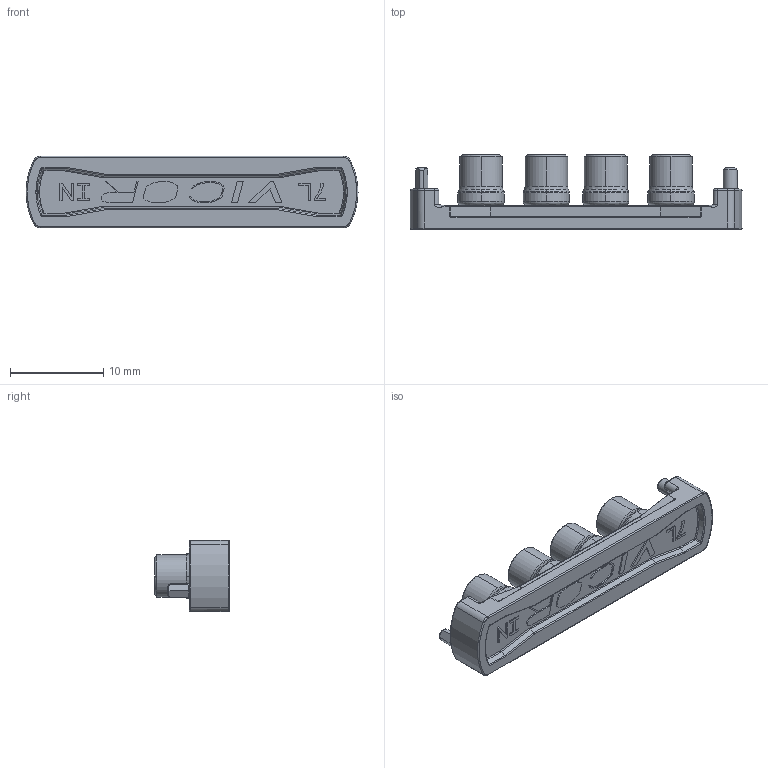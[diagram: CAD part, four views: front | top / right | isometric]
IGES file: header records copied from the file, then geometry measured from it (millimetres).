
Start section: SolidWorks IGES file using analytic representation for surfaces
Global section: file name: 18381_18393_18373_20029-02-Input.igs; native system: SolidWorks 2012; preprocessor: SolidWorks 2012; author: kkamath; date: 120816.110011; units: inch
Bounding box: 35.52 x 8 x 7.62 mm (x, y, z)
Surface area: 1209.9 mm2 (no closed solid volume)
Topology: 0 solids, 0 shells, 468 faces, 2984 edges, 2966 vertices
Faces by surface type: bspline 414, revolution 54
